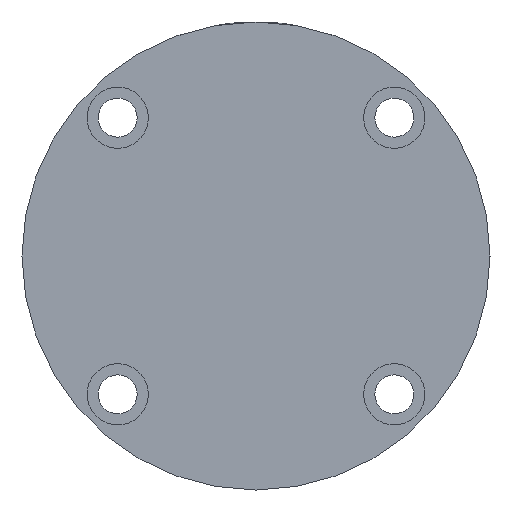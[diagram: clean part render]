
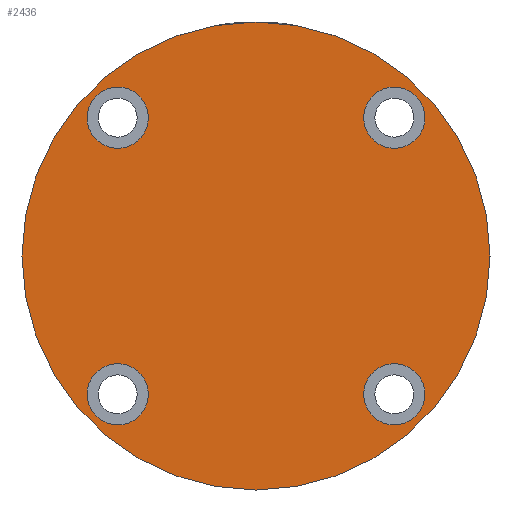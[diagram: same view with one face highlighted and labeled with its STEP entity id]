
A CAD part, left-side view. The second image highlights one B-rep face of the part: STEP entity #2436.
In plain terms, the highlighted face is planar.
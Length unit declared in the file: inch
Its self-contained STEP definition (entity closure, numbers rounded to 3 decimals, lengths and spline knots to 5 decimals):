
#8 = FACE_BOUND ( 'NONE', #3720, .T. ) ;
#58 = ORIENTED_EDGE ( 'NONE', *, *, #2080, .F. ) ;
#150 = EDGE_LOOP ( 'NONE', ( #4203, #370 ) ) ;
#290 = CARTESIAN_POINT ( 'NONE',  ( 0., 0.5, 1.31 ) ) ;
#337 = ORIENTED_EDGE ( 'NONE', *, *, #4305, .F. ) ;
#347 = DIRECTION ( 'NONE',  ( 0., 1., 0. ) ) ;
#370 = ORIENTED_EDGE ( 'NONE', *, *, #3501, .T. ) ;
#373 = AXIS2_PLACEMENT_3D ( 'NONE', #2963, #830, #3328 ) ;
#431 = EDGE_CURVE ( 'NONE', #1045, #3772, #3820, .T. ) ;
#607 = EDGE_CURVE ( 'NONE', #1666, #2031, #3205, .T. ) ;
#798 = CARTESIAN_POINT ( 'NONE',  ( -0.77428, 0.5, -0.77428 ) ) ;
#807 = ORIENTED_EDGE ( 'NONE', *, *, #431, .F. ) ;
#820 = FACE_BOUND ( 'NONE', #2579, .T. ) ;
#830 = DIRECTION ( 'NONE',  ( 0., 1., 0. ) ) ;
#849 = CARTESIAN_POINT ( 'NONE',  ( 0.77428, 0.5, -0.94578 ) ) ;
#861 = CARTESIAN_POINT ( 'NONE',  ( -0.77428, 0.5, -0.94578 ) ) ;
#1029 = DIRECTION ( 'NONE',  ( 0., 1., 0. ) ) ;
#1045 = VERTEX_POINT ( 'NONE', #861 ) ;
#1054 = CIRCLE ( 'NONE', #373, 0.1715 ) ;
#1055 = CARTESIAN_POINT ( 'NONE',  ( 0., 0.5, 0. ) ) ;
#1078 = CARTESIAN_POINT ( 'NONE',  ( -0.77428, 0.5, 0.60278 ) ) ;
#1146 = DIRECTION ( 'NONE',  ( 0., 0., 1. ) ) ;
#1164 = CIRCLE ( 'NONE', #2734, 1.31 ) ;
#1195 = CARTESIAN_POINT ( 'NONE',  ( -0.77428, 0.5, 0.94578 ) ) ;
#1224 = VERTEX_POINT ( 'NONE', #4550 ) ;
#1250 = DIRECTION ( 'NONE',  ( 0., 1., 0. ) ) ;
#1424 = DIRECTION ( 'NONE',  ( 0., -1., 0. ) ) ;
#1511 = ORIENTED_EDGE ( 'NONE', *, *, #3292, .F. ) ;
#1589 = DIRECTION ( 'NONE',  ( 0., 1., 0. ) ) ;
#1647 = VERTEX_POINT ( 'NONE', #4361 ) ;
#1666 = VERTEX_POINT ( 'NONE', #849 ) ;
#1672 = VERTEX_POINT ( 'NONE', #1195 ) ;
#1673 = CARTESIAN_POINT ( 'NONE',  ( -0.77428, 0.5, -0.77428 ) ) ;
#1678 = DIRECTION ( 'NONE',  ( 0., 1., 0. ) ) ;
#1702 = CARTESIAN_POINT ( 'NONE',  ( 0.77428, 0.5, 0.77428 ) ) ;
#1787 = FACE_BOUND ( 'NONE', #3430, .T. ) ;
#1798 = CIRCLE ( 'NONE', #3274, 0.1715 ) ;
#1929 = CARTESIAN_POINT ( 'NONE',  ( 0., 0.5, 0. ) ) ;
#2024 = DIRECTION ( 'NONE',  ( 0., 0., 1. ) ) ;
#2031 = VERTEX_POINT ( 'NONE', #4448 ) ;
#2058 = DIRECTION ( 'NONE',  ( 0., 0., 1. ) ) ;
#2080 = EDGE_CURVE ( 'NONE', #2464, #1672, #3712, .T. ) ;
#2207 = EDGE_LOOP ( 'NONE', ( #4523, #4264 ) ) ;
#2276 = DIRECTION ( 'NONE',  ( 0., 0., 1. ) ) ;
#2436 = ADVANCED_FACE ( 'PLANAR_0', ( #820, #3656, #8, #1787, #2600 ), #2857, .F. ) ;
#2464 = VERTEX_POINT ( 'NONE', #1078 ) ;
#2470 = CARTESIAN_POINT ( 'NONE',  ( 0.77428, 0.5, -0.77428 ) ) ;
#2503 = CIRCLE ( 'NONE', #3694, 1.31 ) ;
#2526 = AXIS2_PLACEMENT_3D ( 'NONE', #2470, #347, #2833 ) ;
#2541 = ORIENTED_EDGE ( 'NONE', *, *, #3419, .F. ) ;
#2579 = EDGE_LOOP ( 'NONE', ( #3733, #807 ) ) ;
#2600 = FACE_OUTER_BOUND ( 'NONE', #150, .T. ) ;
#2689 = CIRCLE ( 'NONE', #3988, 0.1715 ) ;
#2734 = AXIS2_PLACEMENT_3D ( 'NONE', #1929, #4398, #2276 ) ;
#2811 = AXIS2_PLACEMENT_3D ( 'NONE', #1673, #4140, #2024 ) ;
#2833 = DIRECTION ( 'NONE',  ( 0., 0., 1. ) ) ;
#2857 = PLANE ( 'NONE',  #3844 ) ;
#2963 = CARTESIAN_POINT ( 'NONE',  ( 0.77428, 0.5, 0.77428 ) ) ;
#3069 = CIRCLE ( 'NONE', #4015, 0.1715 ) ;
#3101 = AXIS2_PLACEMENT_3D ( 'NONE', #798, #3293, #1146 ) ;
#3175 = CARTESIAN_POINT ( 'NONE',  ( -0.77428, 0.5, 0.77428 ) ) ;
#3205 = CIRCLE ( 'NONE', #2526, 0.1715 ) ;
#3274 = AXIS2_PLACEMENT_3D ( 'NONE', #1702, #4177, #2058 ) ;
#3292 = EDGE_CURVE ( 'NONE', #1672, #2464, #3069, .T. ) ;
#3293 = DIRECTION ( 'NONE',  ( 0., 1., 0. ) ) ;
#3328 = DIRECTION ( 'NONE',  ( 0., 0., 1. ) ) ;
#3396 = CARTESIAN_POINT ( 'NONE',  ( 0., 0.5, 0. ) ) ;
#3419 = EDGE_CURVE ( 'NONE', #1647, #3867, #1054, .T. ) ;
#3430 = EDGE_LOOP ( 'NONE', ( #1511, #58 ) ) ;
#3501 = EDGE_CURVE ( 'NONE', #1224, #3637, #2503, .T. ) ;
#3526 = DIRECTION ( 'NONE',  ( 0., 0., 1. ) ) ;
#3637 = VERTEX_POINT ( 'NONE', #290 ) ;
#3656 = FACE_BOUND ( 'NONE', #2207, .T. ) ;
#3694 = AXIS2_PLACEMENT_3D ( 'NONE', #3396, #1250, #3747 ) ;
#3712 = CIRCLE ( 'NONE', #4005, 0.1715 ) ;
#3719 = CARTESIAN_POINT ( 'NONE',  ( 0.77428, 0.5, -0.77428 ) ) ;
#3720 = EDGE_LOOP ( 'NONE', ( #337, #2541 ) ) ;
#3733 = ORIENTED_EDGE ( 'NONE', *, *, #4258, .F. ) ;
#3747 = DIRECTION ( 'NONE',  ( 0., 0., 1. ) ) ;
#3772 = VERTEX_POINT ( 'NONE', #4280 ) ;
#3799 = CIRCLE ( 'NONE', #2811, 0.1715 ) ;
#3803 = CARTESIAN_POINT ( 'NONE',  ( -0.77428, 0.5, 0.77428 ) ) ;
#3820 = CIRCLE ( 'NONE', #3101, 0.1715 ) ;
#3844 = AXIS2_PLACEMENT_3D ( 'NONE', #1055, #1424, #3913 ) ;
#3867 = VERTEX_POINT ( 'NONE', #4350 ) ;
#3913 = DIRECTION ( 'NONE',  ( 0., 0., -1. ) ) ;
#3940 = EDGE_CURVE ( 'NONE', #2031, #1666, #2689, .T. ) ;
#3988 = AXIS2_PLACEMENT_3D ( 'NONE', #3719, #1589, #4064 ) ;
#4005 = AXIS2_PLACEMENT_3D ( 'NONE', #3803, #1678, #4143 ) ;
#4015 = AXIS2_PLACEMENT_3D ( 'NONE', #3175, #1029, #3526 ) ;
#4064 = DIRECTION ( 'NONE',  ( 0., 0., 1. ) ) ;
#4137 = EDGE_CURVE ( 'NONE', #3637, #1224, #1164, .T. ) ;
#4140 = DIRECTION ( 'NONE',  ( 0., 1., 0. ) ) ;
#4143 = DIRECTION ( 'NONE',  ( 0., 0., 1. ) ) ;
#4177 = DIRECTION ( 'NONE',  ( 0., 1., 0. ) ) ;
#4203 = ORIENTED_EDGE ( 'NONE', *, *, #4137, .T. ) ;
#4258 = EDGE_CURVE ( 'NONE', #3772, #1045, #3799, .T. ) ;
#4264 = ORIENTED_EDGE ( 'NONE', *, *, #607, .F. ) ;
#4280 = CARTESIAN_POINT ( 'NONE',  ( -0.77428, 0.5, -0.60278 ) ) ;
#4305 = EDGE_CURVE ( 'NONE', #3867, #1647, #1798, .T. ) ;
#4350 = CARTESIAN_POINT ( 'NONE',  ( 0.77428, 0.5, 0.94578 ) ) ;
#4361 = CARTESIAN_POINT ( 'NONE',  ( 0.77428, 0.5, 0.60278 ) ) ;
#4398 = DIRECTION ( 'NONE',  ( 0., 1., 0. ) ) ;
#4448 = CARTESIAN_POINT ( 'NONE',  ( 0.77428, 0.5, -0.60278 ) ) ;
#4523 = ORIENTED_EDGE ( 'NONE', *, *, #3940, .F. ) ;
#4550 = CARTESIAN_POINT ( 'NONE',  ( 0., 0.5, -1.31 ) ) ;
